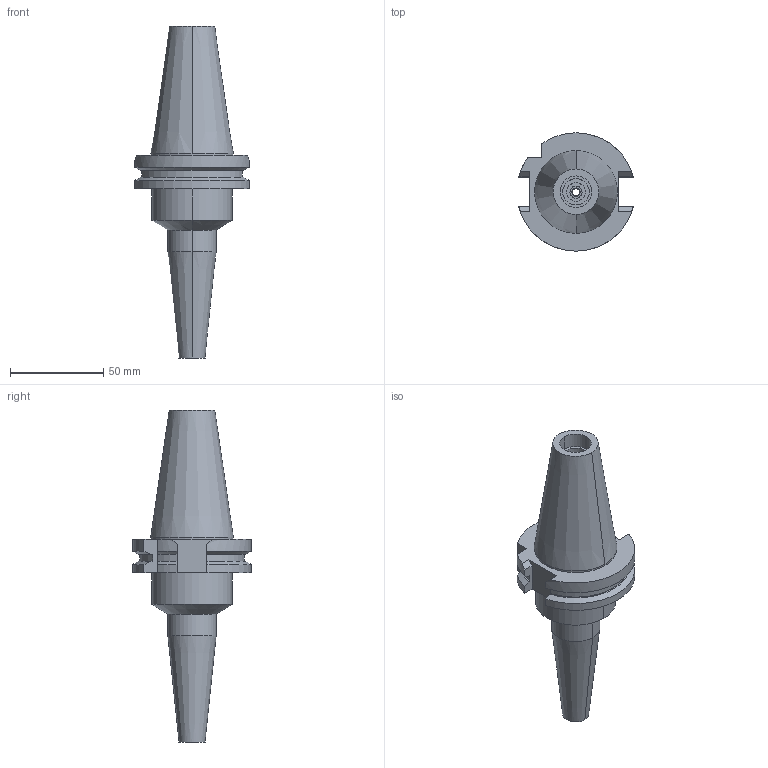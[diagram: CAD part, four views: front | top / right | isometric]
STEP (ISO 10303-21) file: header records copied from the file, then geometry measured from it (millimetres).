
FILE_DESCRIPTION((''),'2;1');
FILE_NAME('BDV40-HDC4S-110','2018-03-27T',('ykawabe'),(''),'CREO PARAMETRIC BY PTC INC, 2016380','CREO PARAMETRIC BY PTC INC, 2016380','');
FILE_SCHEMA(('AUTOMOTIVE_DESIGN { 1 0 10303 214 1 1 1 1 }'));
Length unit declared in the file: millimetre
Products named in the file (1): BDV40-HDC4S-110
Bounding box: 61.48 x 63.55 x 178.4 mm (x, y, z)
Volume: 156007.3 mm3; surface area: 28921.6 mm2
Topology: 1 solids, 1 shells, 68 faces, 183 edges, 124 vertices
Faces by surface type: cylinder 29, plane 27, cone 12
Entity records: 2905 total; most frequent: CARTESIAN_POINT 442, DIRECTION 395, ORIENTED_EDGE 366, PRESENTATION_STYLE_ASSIGNMENT 188, STYLED_ITEM 188, CURVE_STYLE 187, EDGE_CURVE 183, AXIS2_PLACEMENT_3D 155
